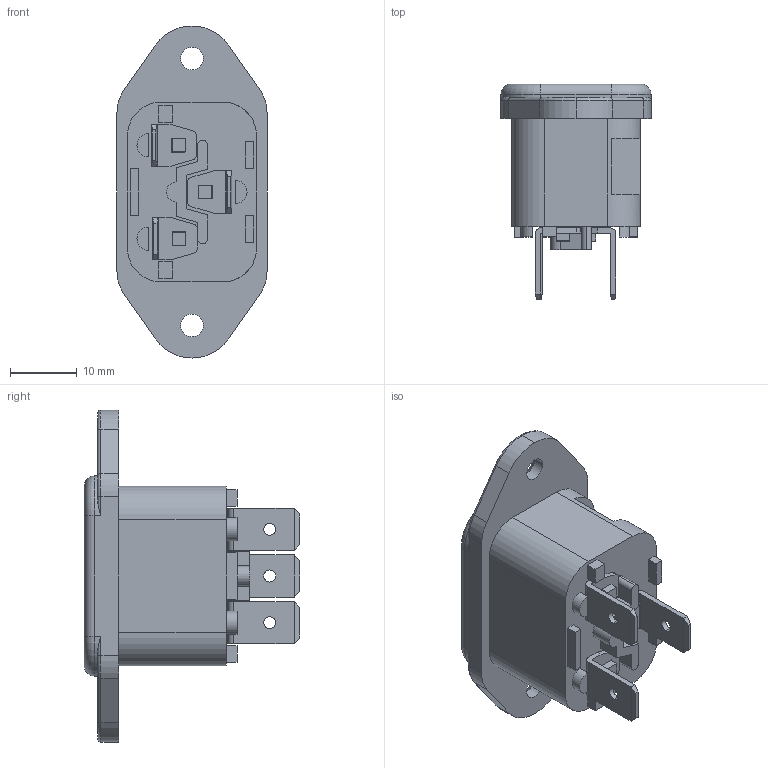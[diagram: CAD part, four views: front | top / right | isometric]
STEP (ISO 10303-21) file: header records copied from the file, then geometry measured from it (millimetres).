
FILE_DESCRIPTION(('STEP AP242'),'1');
FILE_NAME('px0580-63.stp','2023-03-10T17:02:47',('TraceParts'),('TraceParts S.A.'),'Spatial InterOp 3D',' ',' ');
FILE_SCHEMA(('AP242_MANAGED_MODEL_BASED_3D_ENGINEERING_MIM_LF {1 0 10303 442 1 1 4}'));
Length unit declared in the file: millimetre
Products named in the file (1): px0580-63
Bounding box: 22.5 x 32.3 x 49.75 mm (x, y, z)
Volume: 6031.8 mm3; surface area: 7023.5 mm2
Topology: 1 solids, 1 shells, 334 faces, 936 edges, 602 vertices
Faces by surface type: plane 224, cylinder 94, torus 12, cone 4
Entity records: 10805 total; most frequent: CARTESIAN_POINT 1973, ORIENTED_EDGE 1872, DIRECTION 1800, EDGE_CURVE 936, LINE 726, VECTOR 726, VERTEX_POINT 602, AXIS2_PLACEMENT_3D 537
